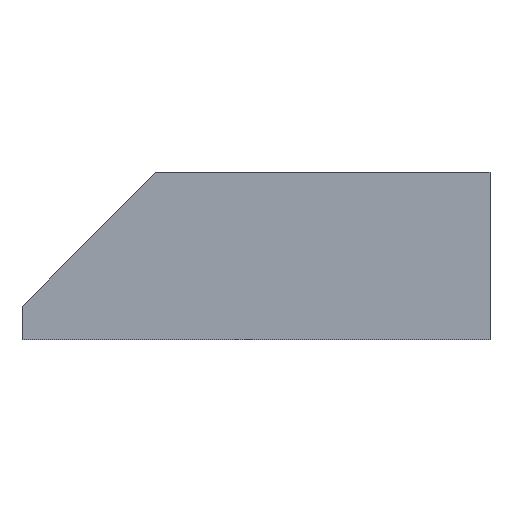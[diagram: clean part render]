
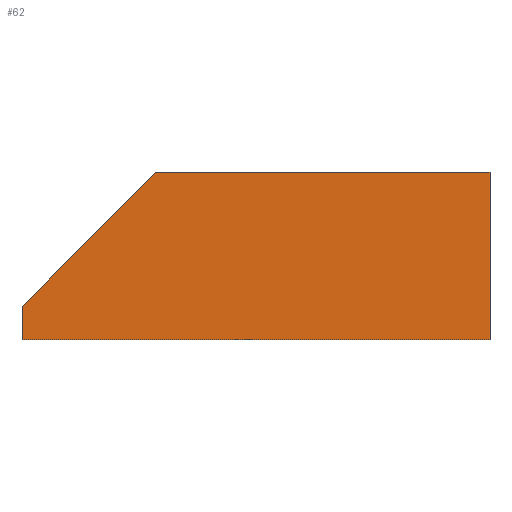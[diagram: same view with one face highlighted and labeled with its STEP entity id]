
A CAD part, front view. The second image highlights one B-rep face of the part: STEP entity #62.
In plain terms, the highlighted planar face has unit normal (0, -1, 0).
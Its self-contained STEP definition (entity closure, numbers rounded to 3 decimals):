
#1 = VERTEX_POINT ( 'NONE', #86 ) ;
#4 = ORIENTED_EDGE ( 'NONE', *, *, #48, .F. ) ;
#9 = VECTOR ( 'NONE', #182, 1000. ) ;
#11 = EDGE_CURVE ( 'NONE', #61, #74, #138, .T. ) ;
#12 = LINE ( 'NONE', #201, #9 ) ;
#20 = VECTOR ( 'NONE', #68, 1000. ) ;
#28 = EDGE_CURVE ( 'NONE', #38, #83, #132, .T. ) ;
#30 = CARTESIAN_POINT ( 'NONE',  ( 0., 0., 0. ) ) ;
#38 = VERTEX_POINT ( 'NONE', #151 ) ;
#48 = EDGE_CURVE ( 'NONE', #61, #1, #130, .T. ) ;
#50 = DIRECTION ( 'NONE',  ( 0., 0., 1. ) ) ;
#54 = CARTESIAN_POINT ( 'NONE',  ( -35., 0., -12.5 ) ) ;
#59 = VECTOR ( 'NONE', #63, 1000. ) ;
#60 = VECTOR ( 'NONE', #184, 1000. ) ;
#61 = VERTEX_POINT ( 'NONE', #152 ) ;
#62 = ADVANCED_FACE ( 'NONE', ( #185 ), #165, .F. ) ;
#63 = DIRECTION ( 'NONE',  ( -0.707, 0., -0.707 ) ) ;
#66 = LINE ( 'NONE', #82, #20 ) ;
#67 = DIRECTION ( 'NONE',  ( 0., 1., 0. ) ) ;
#68 = DIRECTION ( 'NONE',  ( 0., 0., -1. ) ) ;
#69 = ORIENTED_EDGE ( 'NONE', *, *, #131, .F. ) ;
#74 = VERTEX_POINT ( 'NONE', #99 ) ;
#82 = CARTESIAN_POINT ( 'NONE',  ( 35., 0., -12.5 ) ) ;
#83 = VERTEX_POINT ( 'NONE', #54 ) ;
#84 = DIRECTION ( 'NONE',  ( 1., 0., 0. ) ) ;
#85 = AXIS2_PLACEMENT_3D ( 'NONE', #30, #67, #50 ) ;
#86 = CARTESIAN_POINT ( 'NONE',  ( 35., 0., 12.5 ) ) ;
#98 = EDGE_CURVE ( 'NONE', #83, #74, #12, .T. ) ;
#99 = CARTESIAN_POINT ( 'NONE',  ( -35., 0., -7.5 ) ) ;
#106 = ORIENTED_EDGE ( 'NONE', *, *, #11, .T. ) ;
#114 = CARTESIAN_POINT ( 'NONE',  ( -35., 0., 12.5 ) ) ;
#130 = LINE ( 'NONE', #114, #179 ) ;
#131 = EDGE_CURVE ( 'NONE', #1, #38, #66, .T. ) ;
#132 = LINE ( 'NONE', #219, #60 ) ;
#134 = CARTESIAN_POINT ( 'NONE',  ( -15., 0., 12.5 ) ) ;
#138 = LINE ( 'NONE', #134, #59 ) ;
#151 = CARTESIAN_POINT ( 'NONE',  ( 35., 0., -12.5 ) ) ;
#152 = CARTESIAN_POINT ( 'NONE',  ( -15., 0., 12.5 ) ) ;
#165 = PLANE ( 'NONE',  #85 ) ;
#168 = ORIENTED_EDGE ( 'NONE', *, *, #98, .F. ) ;
#179 = VECTOR ( 'NONE', #84, 1000. ) ;
#182 = DIRECTION ( 'NONE',  ( 0., 0., 1. ) ) ;
#184 = DIRECTION ( 'NONE',  ( -1., 0., 0. ) ) ;
#185 = FACE_OUTER_BOUND ( 'NONE', #192, .T. ) ;
#192 = EDGE_LOOP ( 'NONE', ( #4, #106, #168, #207, #69 ) ) ;
#201 = CARTESIAN_POINT ( 'NONE',  ( -35., 0., -12.5 ) ) ;
#207 = ORIENTED_EDGE ( 'NONE', *, *, #28, .F. ) ;
#219 = CARTESIAN_POINT ( 'NONE',  ( -35., 0., -12.5 ) ) ;
